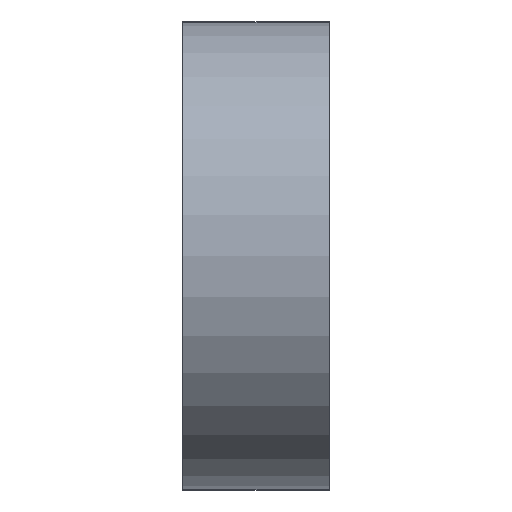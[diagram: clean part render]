
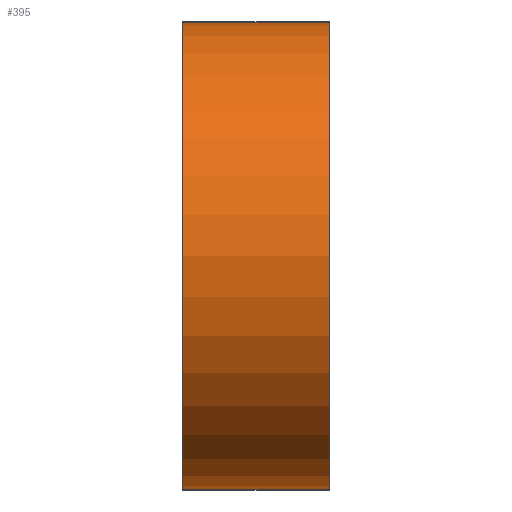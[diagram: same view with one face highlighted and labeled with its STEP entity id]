
A CAD part, left-side view. The second image highlights one B-rep face of the part: STEP entity #395.
In plain terms, the highlighted cylindrical face has radius 16 mm (diameter 32 mm), a partial arc.
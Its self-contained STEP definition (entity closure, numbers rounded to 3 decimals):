
#30 = ORIENTED_EDGE ( 'NONE', *, *, #138, .T. ) ;
#95 = DIRECTION ( 'NONE',  ( 0., 1., 0. ) ) ;
#122 = AXIS2_PLACEMENT_3D ( 'NONE', #488, #446, #173 ) ;
#133 = AXIS2_PLACEMENT_3D ( 'NONE', #404, #95, #245 ) ;
#138 = EDGE_CURVE ( 'NONE', #254, #164, #425, .T. ) ;
#149 = CARTESIAN_POINT ( 'NONE',  ( 0., 10., -16. ) ) ;
#159 = FACE_OUTER_BOUND ( 'NONE', #320, .T. ) ;
#160 = ORIENTED_EDGE ( 'NONE', *, *, #414, .F. ) ;
#161 = VERTEX_POINT ( 'NONE', #614 ) ;
#164 = VERTEX_POINT ( 'NONE', #420 ) ;
#171 = DIRECTION ( 'NONE',  ( 0., 0., 1. ) ) ;
#173 = DIRECTION ( 'NONE',  ( 0., 0., -1. ) ) ;
#175 = VECTOR ( 'NONE', #561, 1000. ) ;
#245 = DIRECTION ( 'NONE',  ( 0., 0., 1. ) ) ;
#250 = CARTESIAN_POINT ( 'NONE',  ( 0., 10., -16. ) ) ;
#254 = VERTEX_POINT ( 'NONE', #149 ) ;
#256 = EDGE_CURVE ( 'NONE', #161, #629, #654, .T. ) ;
#275 = CIRCLE ( 'NONE', #133, 16. ) ;
#285 = ORIENTED_EDGE ( 'NONE', *, *, #256, .F. ) ;
#320 = EDGE_LOOP ( 'NONE', ( #285, #160, #30, #573 ) ) ;
#395 = ADVANCED_FACE ( 'NONE', ( #159 ), #549, .T. ) ;
#404 = CARTESIAN_POINT ( 'NONE',  ( 0., 0., 0. ) ) ;
#414 = EDGE_CURVE ( 'NONE', #254, #161, #578, .T. ) ;
#420 = CARTESIAN_POINT ( 'NONE',  ( 0., 0., -16. ) ) ;
#425 = LINE ( 'NONE', #250, #175 ) ;
#440 = CARTESIAN_POINT ( 'NONE',  ( 0., 10., 0. ) ) ;
#444 = DIRECTION ( 'NONE',  ( 0., 1., 0. ) ) ;
#446 = DIRECTION ( 'NONE',  ( 0., -1., 0. ) ) ;
#488 = CARTESIAN_POINT ( 'NONE',  ( 0., 10., 0. ) ) ;
#528 = CARTESIAN_POINT ( 'NONE',  ( 0., 10., 16. ) ) ;
#549 = CYLINDRICAL_SURFACE ( 'NONE', #122, 16. ) ;
#561 = DIRECTION ( 'NONE',  ( 0., -1., 0. ) ) ;
#573 = ORIENTED_EDGE ( 'NONE', *, *, #574, .T. ) ;
#574 = EDGE_CURVE ( 'NONE', #164, #629, #275, .T. ) ;
#578 = CIRCLE ( 'NONE', #582, 16. ) ;
#582 = AXIS2_PLACEMENT_3D ( 'NONE', #440, #444, #171 ) ;
#610 = CARTESIAN_POINT ( 'NONE',  ( 0., 0., 16. ) ) ;
#614 = CARTESIAN_POINT ( 'NONE',  ( 0., 10., 16. ) ) ;
#618 = VECTOR ( 'NONE', #628, 1000. ) ;
#628 = DIRECTION ( 'NONE',  ( 0., -1., 0. ) ) ;
#629 = VERTEX_POINT ( 'NONE', #610 ) ;
#654 = LINE ( 'NONE', #528, #618 ) ;
